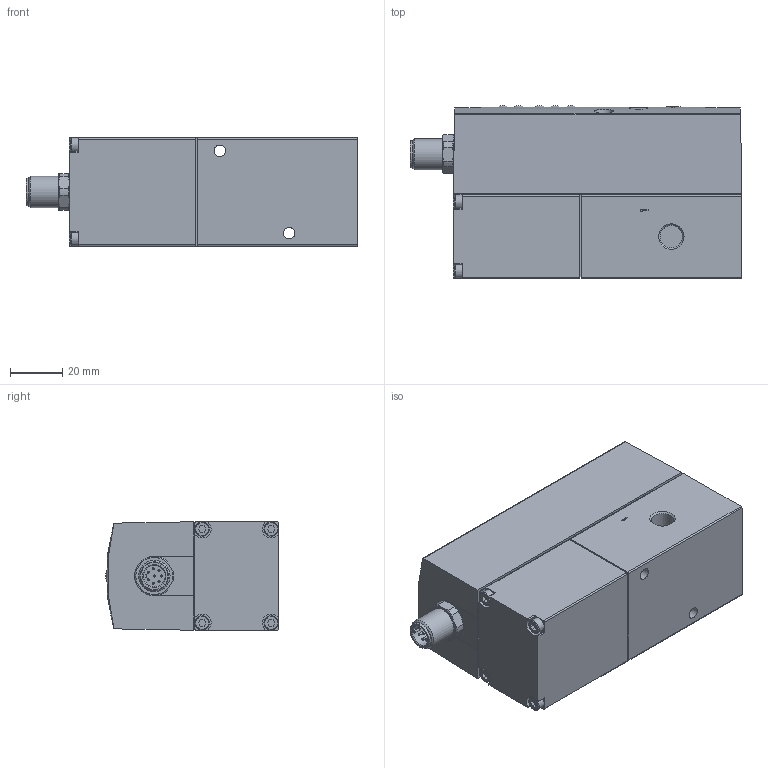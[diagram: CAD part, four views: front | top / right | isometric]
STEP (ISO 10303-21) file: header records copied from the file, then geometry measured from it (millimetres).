
FILE_DESCRIPTION(/* description */ ('STEP AP214'),/* implementation_level */ '2;1');
FILE_NAME(/* name */ '554039_VPPM-6L-L-1-G18-0L6H-V1P-S1',/* time_stamp */ '2024-09-17T03:30:11+02:00',/* author */ ('License CC BY-ND 4.0'),/* organization */ ('CADENAS'),/* preprocessor_version */ 'ST-DEVELOPER v19.3',/* originating_system */ 'PARTsolutions',/* authorisation */ ' ');
FILE_SCHEMA (('AUTOMOTIVE_DESIGN {1 0 10303 214 3 1 1}'));
Length unit declared in the file: millimetre
Products named in the file (1): 554039 VPPM-6L-L-1-G18-0L6H-V1P-S1
Bounding box: 126.9 x 66.18 x 41.5 mm (x, y, z)
Volume: 289714.6 mm3; surface area: 33114.7 mm2
Topology: 1 solids, 1 shells, 230 faces, 546 edges, 361 vertices
Faces by surface type: plane 136, cylinder 63, cone 18, sphere 8, torus 5
Full cylindrical faces by diameter (mm): 0.8 x8, 2 x1, 4.4 x2, 5.5 x4, 7.5 x2, 8.3 x1, 8.566 x3, 10.4 x1, 12 x1, 22 x1, 23 x1
Entity records: 8192 total; most frequent: CARTESIAN_POINT 1283, DIRECTION 1101, ORIENTED_EDGE 1012, EDGE_CURVE 506, AXIS2_PLACEMENT_3D 398, VERTEX_POINT 357, EDGE_LOOP 313, FACE_BOUND 313
